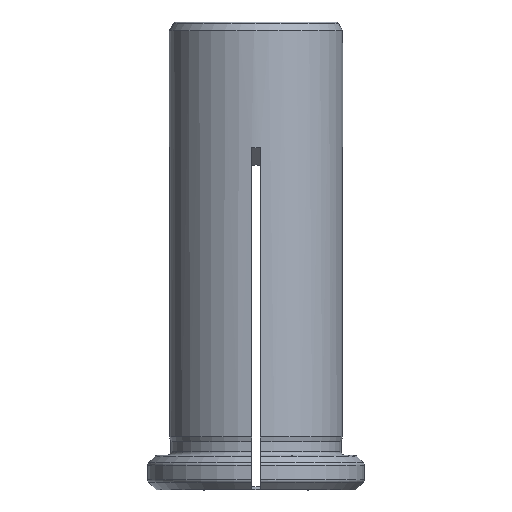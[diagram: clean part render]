
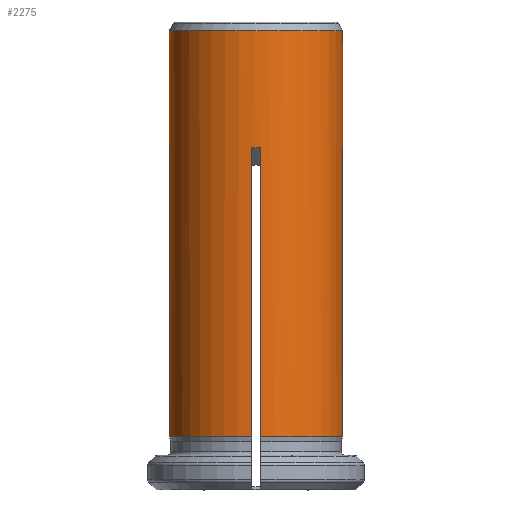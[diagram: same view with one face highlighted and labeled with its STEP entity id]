
A CAD part, front view. The second image highlights one B-rep face of the part: STEP entity #2275.
In plain terms, the highlighted cylindrical face has radius 10 mm (diameter 20 mm), a full revolution.
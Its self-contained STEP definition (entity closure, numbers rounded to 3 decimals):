
#185=ELLIPSE('',#2447,14.142,10.);
#186=ELLIPSE('',#2448,14.142,10.);
#187=ELLIPSE('',#2449,14.142,10.);
#188=ELLIPSE('',#2450,14.142,10.);
#214=CIRCLE('',#2348,10.);
#226=CIRCLE('',#2371,10.);
#238=CIRCLE('',#2394,10.);
#250=CIRCLE('',#2417,10.);
#253=CIRCLE('',#2421,10.);
#572=ORIENTED_EDGE('',*,*,#1029,.F.);
#573=ORIENTED_EDGE('',*,*,#1030,.F.);
#574=ORIENTED_EDGE('',*,*,#1031,.T.);
#575=ORIENTED_EDGE('',*,*,#878,.F.);
#576=ORIENTED_EDGE('',*,*,#1032,.F.);
#577=ORIENTED_EDGE('',*,*,#1033,.F.);
#578=ORIENTED_EDGE('',*,*,#1034,.T.);
#579=ORIENTED_EDGE('',*,*,#912,.F.);
#580=ORIENTED_EDGE('',*,*,#1035,.F.);
#581=ORIENTED_EDGE('',*,*,#1036,.F.);
#582=ORIENTED_EDGE('',*,*,#1037,.T.);
#583=ORIENTED_EDGE('',*,*,#946,.F.);
#584=ORIENTED_EDGE('',*,*,#1038,.F.);
#585=ORIENTED_EDGE('',*,*,#1039,.F.);
#586=ORIENTED_EDGE('',*,*,#1040,.T.);
#587=ORIENTED_EDGE('',*,*,#981,.F.);
#588=ORIENTED_EDGE('',*,*,#985,.F.);
#878=EDGE_CURVE('',#1118,#1119,#214,.F.);
#912=EDGE_CURVE('',#1142,#1143,#226,.F.);
#946=EDGE_CURVE('',#1166,#1167,#238,.F.);
#981=EDGE_CURVE('',#1190,#1192,#250,.F.);
#985=EDGE_CURVE('',#1195,#1195,#253,.F.);
#1029=EDGE_CURVE('',#1225,#1190,#1293,.F.);
#1030=EDGE_CURVE('',#1226,#1225,#185,.F.);
#1031=EDGE_CURVE('',#1226,#1119,#1294,.F.);
#1032=EDGE_CURVE('',#1227,#1118,#1295,.F.);
#1033=EDGE_CURVE('',#1228,#1227,#186,.F.);
#1034=EDGE_CURVE('',#1228,#1143,#1296,.F.);
#1035=EDGE_CURVE('',#1229,#1142,#1297,.F.);
#1036=EDGE_CURVE('',#1230,#1229,#187,.F.);
#1037=EDGE_CURVE('',#1230,#1167,#1298,.F.);
#1038=EDGE_CURVE('',#1231,#1166,#1299,.F.);
#1039=EDGE_CURVE('',#1232,#1231,#188,.F.);
#1040=EDGE_CURVE('',#1232,#1192,#1300,.F.);
#1118=VERTEX_POINT('',#3187);
#1119=VERTEX_POINT('',#3188);
#1142=VERTEX_POINT('',#3304);
#1143=VERTEX_POINT('',#3305);
#1166=VERTEX_POINT('',#3421);
#1167=VERTEX_POINT('',#3422);
#1190=VERTEX_POINT('',#3541);
#1192=VERTEX_POINT('',#3544);
#1195=VERTEX_POINT('',#3555);
#1225=VERTEX_POINT('',#3685);
#1226=VERTEX_POINT('',#3687);
#1227=VERTEX_POINT('',#3690);
#1228=VERTEX_POINT('',#3692);
#1229=VERTEX_POINT('',#3695);
#1230=VERTEX_POINT('',#3697);
#1231=VERTEX_POINT('',#3700);
#1232=VERTEX_POINT('',#3702);
#1293=LINE('',#3684,#1377);
#1294=LINE('',#3688,#1378);
#1295=LINE('',#3689,#1379);
#1296=LINE('',#3693,#1380);
#1297=LINE('',#3694,#1381);
#1298=LINE('',#3698,#1382);
#1299=LINE('',#3699,#1383);
#1300=LINE('',#3703,#1384);
#1377=VECTOR('',#2825,1000.);
#1378=VECTOR('',#2828,1000.);
#1379=VECTOR('',#2829,1000.);
#1380=VECTOR('',#2832,1000.);
#1381=VECTOR('',#2833,1000.);
#1382=VECTOR('',#2836,1000.);
#1383=VECTOR('',#2837,1000.);
#1384=VECTOR('',#2840,1000.);
#1471=EDGE_LOOP('',(#572,#573,#574,#575,#576,#577,#578,#579,#580,#581,#582,
#583,#584,#585,#586,#587));
#1472=EDGE_LOOP('',(#588));
#1563=FACE_BOUND('',#1471,.T.);
#1564=FACE_BOUND('',#1472,.T.);
#1601=CYLINDRICAL_SURFACE('',#2446,10.);
#2275=ADVANCED_FACE('',(#1563,#1564),#1601,.T.);
#2348=AXIS2_PLACEMENT_3D('',#3186,#2591,#2592);
#2371=AXIS2_PLACEMENT_3D('',#3303,#2643,#2644);
#2394=AXIS2_PLACEMENT_3D('',#3420,#2695,#2696);
#2417=AXIS2_PLACEMENT_3D('',#3543,#2747,#2748);
#2421=AXIS2_PLACEMENT_3D('',#3554,#2755,#2756);
#2446=AXIS2_PLACEMENT_3D('',#3683,#2823,#2824);
#2447=AXIS2_PLACEMENT_3D('',#3686,#2826,#2827);
#2448=AXIS2_PLACEMENT_3D('',#3691,#2830,#2831);
#2449=AXIS2_PLACEMENT_3D('',#3696,#2834,#2835);
#2450=AXIS2_PLACEMENT_3D('',#3701,#2838,#2839);
#2591=DIRECTION('',(0.,0.,1.));
#2592=DIRECTION('',(1.,0.,0.));
#2643=DIRECTION('',(0.,0.,1.));
#2644=DIRECTION('',(1.,0.,0.));
#2695=DIRECTION('',(0.,0.,1.));
#2696=DIRECTION('',(1.,0.,0.));
#2747=DIRECTION('',(0.,0.,1.));
#2748=DIRECTION('',(1.,0.,0.));
#2755=DIRECTION('',(0.,0.,-1.));
#2756=DIRECTION('',(-1.,0.,0.));
#2823=DIRECTION('',(0.,0.,1.));
#2824=DIRECTION('',(1.,0.,0.));
#2825=DIRECTION('',(0.,0.,1.));
#2826=DIRECTION('',(0.,-0.707,0.707));
#2827=DIRECTION('',(0.,0.707,0.707));
#2828=DIRECTION('',(0.,0.,1.));
#2829=DIRECTION('',(0.,0.,1.));
#2830=DIRECTION('',(0.707,0.,0.707));
#2831=DIRECTION('',(-0.707,0.,0.707));
#2832=DIRECTION('',(0.,0.,1.));
#2833=DIRECTION('',(0.,0.,1.));
#2834=DIRECTION('',(0.,0.707,0.707));
#2835=DIRECTION('',(0.,-0.707,0.707));
#2836=DIRECTION('',(0.,0.,1.));
#2837=DIRECTION('',(0.,0.,1.));
#2838=DIRECTION('',(-0.707,0.,0.707));
#2839=DIRECTION('',(0.707,0.,0.707));
#2840=DIRECTION('',(0.,0.,1.));
#3186=CARTESIAN_POINT('',(0.,0.,2.127));
#3187=CARTESIAN_POINT('',(-9.987,0.5,2.127));
#3188=CARTESIAN_POINT('',(-0.5,9.987,2.127));
#3303=CARTESIAN_POINT('',(0.,0.,2.127));
#3304=CARTESIAN_POINT('',(-0.5,-9.987,2.127));
#3305=CARTESIAN_POINT('',(-9.987,-0.5,2.127));
#3420=CARTESIAN_POINT('',(0.,0.,2.127));
#3421=CARTESIAN_POINT('',(9.987,-0.5,2.127));
#3422=CARTESIAN_POINT('',(0.5,-9.987,2.127));
#3541=CARTESIAN_POINT('',(0.5,9.987,2.127));
#3543=CARTESIAN_POINT('',(0.,0.,2.127));
#3544=CARTESIAN_POINT('',(9.987,0.5,2.127));
#3554=CARTESIAN_POINT('',(0.,0.,48.973));
#3555=CARTESIAN_POINT('',(-10.,0.,48.973));
#3683=CARTESIAN_POINT('',(0.,0.,60.));
#3684=CARTESIAN_POINT('',(0.5,9.987,60.));
#3685=CARTESIAN_POINT('',(0.5,9.987,35.487));
#3686=CARTESIAN_POINT('',(0.,0.,25.5));
#3687=CARTESIAN_POINT('',(-0.5,9.987,35.487));
#3688=CARTESIAN_POINT('',(-0.5,9.987,60.));
#3689=CARTESIAN_POINT('',(-9.987,0.5,60.));
#3690=CARTESIAN_POINT('',(-9.987,0.5,35.487));
#3691=CARTESIAN_POINT('',(0.,0.,25.5));
#3692=CARTESIAN_POINT('',(-9.987,-0.5,35.487));
#3693=CARTESIAN_POINT('',(-9.987,-0.5,60.));
#3694=CARTESIAN_POINT('',(-0.5,-9.987,60.));
#3695=CARTESIAN_POINT('',(-0.5,-9.987,35.487));
#3696=CARTESIAN_POINT('',(0.,0.,25.5));
#3697=CARTESIAN_POINT('',(0.5,-9.987,35.487));
#3698=CARTESIAN_POINT('',(0.5,-9.987,60.));
#3699=CARTESIAN_POINT('',(9.987,-0.5,60.));
#3700=CARTESIAN_POINT('',(9.987,-0.5,35.487));
#3701=CARTESIAN_POINT('',(0.,0.,25.5));
#3702=CARTESIAN_POINT('',(9.987,0.5,35.487));
#3703=CARTESIAN_POINT('',(9.987,0.5,60.));
